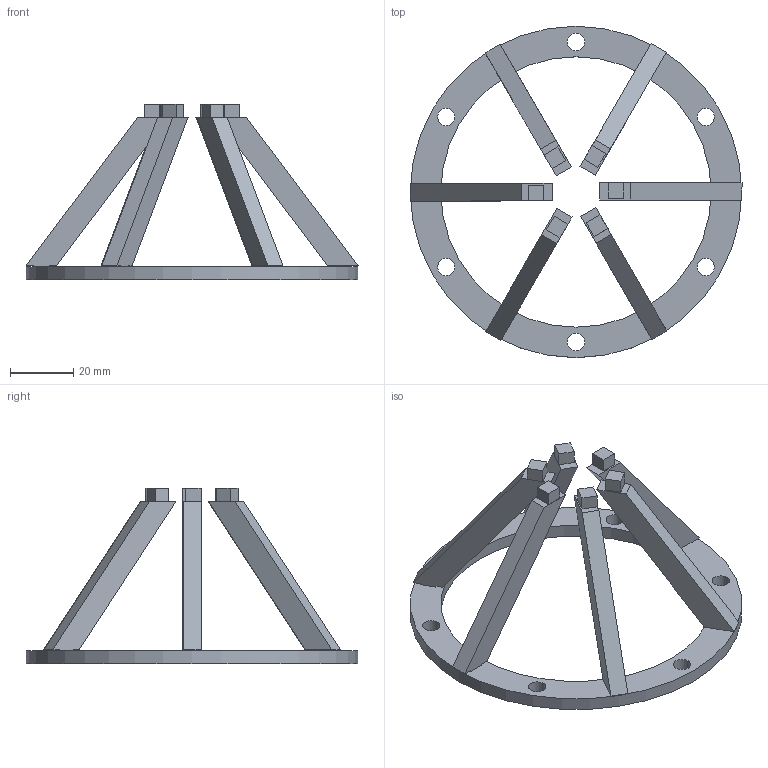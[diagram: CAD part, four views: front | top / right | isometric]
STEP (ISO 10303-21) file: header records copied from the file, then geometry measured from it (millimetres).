
FILE_DESCRIPTION(/* description */ (''),/* implementation_level */ '2;1');
FILE_NAME(/* name */ 'Link_Body.step',/* time_stamp */ '2022-10-13T13:45:48+05:30',/* author */ (''),/* organization */ (''),/* preprocessor_version */ 'ST-DEVELOPER v19',/* originating_system */ 'Autodesk Translation Framework v11.7.0.108',/* authorisation */ '');
FILE_SCHEMA (('AUTOMOTIVE_DESIGN { 1 0 10303 214 3 1 1 }'));
Length unit declared in the file: millimetre
Products named in the file (3): ring; support v1; Component2
Assembly tree (7 placements, depth 3):
  ring
    support v1
      Component2  x6
Bounding box: 105.18 x 105 x 55.68 mm (x, y, z)
Volume: 27165.5 mm3; surface area: 19956 mm2
Topology: 13 solids, 13 shells, 135 faces, 327 edges, 218 vertices
Faces by surface type: plane 127, cylinder 8
Full cylindrical faces by diameter (mm): 5.5 x6, 85.658 x1, 105 x1
Entity records: 1862 total; most frequent: CARTESIAN_POINT 310, ORIENTED_EDGE 294, DIRECTION 293, EDGE_CURVE 147, LINE 131, VECTOR 131, VERTEX_POINT 98, EDGE_LOOP 81
